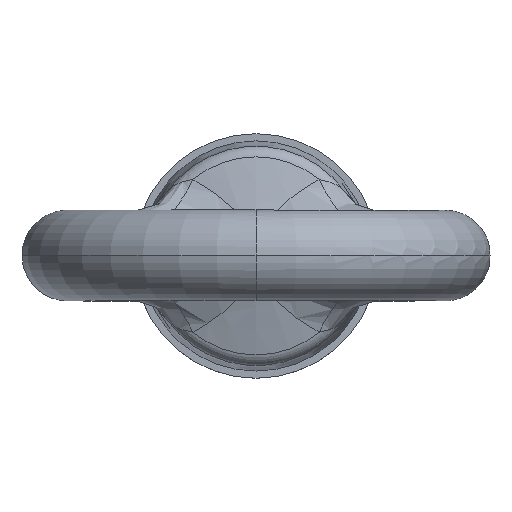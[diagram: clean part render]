
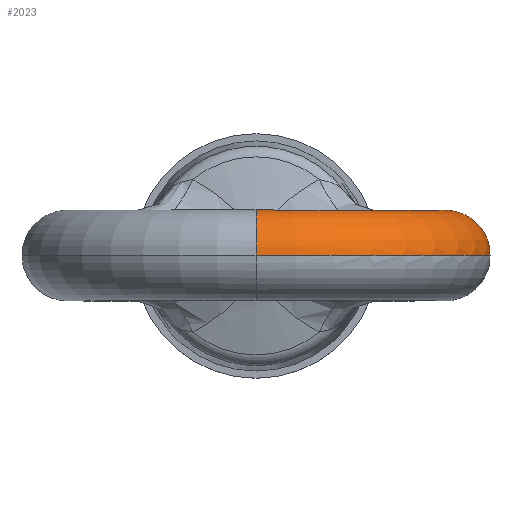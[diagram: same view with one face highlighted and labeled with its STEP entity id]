
A CAD part, top view. The second image highlights one B-rep face of the part: STEP entity #2023.
In plain terms, the highlighted toroidal (fillet/blend) face has major radius 13.15 mm and minor radius 3.15 mm.
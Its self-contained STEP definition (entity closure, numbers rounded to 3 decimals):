
#1882 = VERTEX_POINT ( 'NONE', #6294 ) ;
#1907 = VERTEX_POINT ( 'NONE', #6578 ) ;
#1909 = EDGE_CURVE ( 'NONE', #1907, #1965, #6563, .T. ) ;
#1912 = EDGE_CURVE ( 'NONE', #1882, #1966, #6558, .T. ) ;
#1935 = ORIENTED_EDGE ( 'NONE', *, *, #1936, .T. ) ;
#1936 = EDGE_CURVE ( 'NONE', #1966, #1965, #6765, .T. ) ;
#1965 = VERTEX_POINT ( 'NONE', #6640 ) ;
#1966 = VERTEX_POINT ( 'NONE', #6639 ) ;
#2023 = ADVANCED_FACE ( 'NONE', ( #6811 ), #6810, .T. ) ;
#2024 = EDGE_LOOP ( 'NONE', ( #2025, #2026, #2056, #2059, #2062, #2064, #1935 ) ) ;
#2025 = ORIENTED_EDGE ( 'NONE', *, *, #1909, .F. ) ;
#2026 = ORIENTED_EDGE ( 'NONE', *, *, #2027, .T. ) ;
#2027 = EDGE_CURVE ( 'NONE', #1907, #2028, #6799, .T. ) ;
#2028 = VERTEX_POINT ( 'NONE', #6798 ) ;
#2056 = ORIENTED_EDGE ( 'NONE', *, *, #2057, .T. ) ;
#2057 = EDGE_CURVE ( 'NONE', #2028, #2058, #6933, .T. ) ;
#2058 = VERTEX_POINT ( 'NONE', #6932 ) ;
#2059 = ORIENTED_EDGE ( 'NONE', *, *, #2060, .T. ) ;
#2060 = EDGE_CURVE ( 'NONE', #2058, #2061, #6931, .T. ) ;
#2061 = VERTEX_POINT ( 'NONE', #6930 ) ;
#2062 = ORIENTED_EDGE ( 'NONE', *, *, #2063, .F. ) ;
#2063 = EDGE_CURVE ( 'NONE', #1882, #2061, #6913, .T. ) ;
#2064 = ORIENTED_EDGE ( 'NONE', *, *, #1912, .T. ) ;
#6294 = CARTESIAN_POINT ( 'NONE',  ( 0., 0., -10. ) ) ;
#6557 = CARTESIAN_POINT ( 'NONE',  ( 0., 0., 0. ) ) ;
#6558 = CIRCLE ( 'NONE', #6701, 10. ) ;
#6559 = DIRECTION ( 'NONE',  ( 0., 0., -1. ) ) ;
#6560 = DIRECTION ( 'NONE',  ( 0., -1., 0. ) ) ;
#6561 = CARTESIAN_POINT ( 'NONE',  ( 0., 0., 0. ) ) ;
#6562 = AXIS2_PLACEMENT_3D ( 'NONE', #6561, #6560, #6559 ) ;
#6563 = CIRCLE ( 'NONE', #6562, 16.3 ) ;
#6578 = CARTESIAN_POINT ( 'NONE',  ( 9.606, 0., -13.169 ) ) ;
#6639 = CARTESIAN_POINT ( 'NONE',  ( 0., 0., 10. ) ) ;
#6640 = CARTESIAN_POINT ( 'NONE',  ( 0., 0., 16.3 ) ) ;
#6699 = DIRECTION ( 'NONE',  ( 0., 0., -1. ) ) ;
#6700 = DIRECTION ( 'NONE',  ( 0., -1., 0. ) ) ;
#6701 = AXIS2_PLACEMENT_3D ( 'NONE', #6557, #6700, #6699 ) ;
#6761 = DIRECTION ( 'NONE',  ( 0., 0., -1. ) ) ;
#6762 = DIRECTION ( 'NONE',  ( 1., 0., 0. ) ) ;
#6763 = CARTESIAN_POINT ( 'NONE',  ( 0., 0., 13.15 ) ) ;
#6764 = AXIS2_PLACEMENT_3D ( 'NONE', #6763, #6762, #6761 ) ;
#6765 = CIRCLE ( 'NONE', #6764, 3.15 ) ;
#6798 = CARTESIAN_POINT ( 'NONE',  ( 8.638, 2.966, -11.283 ) ) ;
#6799 = B_SPLINE_CURVE_WITH_KNOTS ( 'NONE', 3,
 ( #6800, #7060, #7059, #7058, #7057, #7056, #7055, #7054, #7053, #7052, #7051, #7050, #7049, #7048, #7047, #7046, #7045, #7044 ),
 .UNSPECIFIED., .F., .F.,
 ( 4, 2, 2, 2, 2, 2, 2, 2, 4 ),
 ( 0.004, 0.004, 0.005, 0.005, 0.006, 0.006, 0.007, 0.007, 0.008 ),
 .UNSPECIFIED. ) ;
#6800 = CARTESIAN_POINT ( 'NONE',  ( 9.606, 0., -13.169 ) ) ;
#6806 = DIRECTION ( 'NONE',  ( 0., 0., -1. ) ) ;
#6807 = DIRECTION ( 'NONE',  ( 0., -1., 0. ) ) ;
#6808 = CARTESIAN_POINT ( 'NONE',  ( 0., 0., 0. ) ) ;
#6809 = AXIS2_PLACEMENT_3D ( 'NONE', #6808, #6807, #6806 ) ;
#6810 = TOROIDAL_SURFACE ( 'NONE', #6809, 13.15, 3.15 ) ;
#6811 = FACE_OUTER_BOUND ( 'NONE', #2024, .T. ) ;
#6899 = DIRECTION ( 'NONE',  ( 0., 0., 1. ) ) ;
#6900 = DIRECTION ( 'NONE',  ( -1., 0., 0. ) ) ;
#6901 = CARTESIAN_POINT ( 'NONE',  ( 0., 0., -13.15 ) ) ;
#6902 = AXIS2_PLACEMENT_3D ( 'NONE', #6901, #6900, #6899 ) ;
#6903 = CARTESIAN_POINT ( 'NONE',  ( 0., 1.313, -10.287 ) ) ;
#6904 = CARTESIAN_POINT ( 'NONE',  ( 0.265, 1.313, -10.287 ) ) ;
#6905 = CARTESIAN_POINT ( 'NONE',  ( 0.529, 1.338, -10.288 ) ) ;
#6906 = CARTESIAN_POINT ( 'NONE',  ( 1.054, 1.419, -10.287 ) ) ;
#6907 = CARTESIAN_POINT ( 'NONE',  ( 1.313, 1.472, -10.284 ) ) ;
#6908 = CARTESIAN_POINT ( 'NONE',  ( 2.087, 1.648, -10.264 ) ) ;
#6909 = CARTESIAN_POINT ( 'NONE',  ( 2.599, 1.782, -10.234 ) ) ;
#6910 = CARTESIAN_POINT ( 'NONE',  ( 4.129, 2.184, -10.089 ) ) ;
#6911 = CARTESIAN_POINT ( 'NONE',  ( 5.138, 2.456, -9.92 ) ) ;
#6912 = CARTESIAN_POINT ( 'NONE',  ( 6.153, 2.685, -9.72 ) ) ;
#6913 = CIRCLE ( 'NONE', #6902, 3.15 ) ;
#6914 = CARTESIAN_POINT ( 'NONE',  ( 6.153, 2.685, -9.72 ) ) ;
#6915 = CARTESIAN_POINT ( 'NONE',  ( 6.433, 2.749, -9.665 ) ) ;
#6916 = CARTESIAN_POINT ( 'NONE',  ( 6.714, 2.82, -9.626 ) ) ;
#6917 = CARTESIAN_POINT ( 'NONE',  ( 7.139, 2.931, -9.637 ) ) ;
#6918 = CARTESIAN_POINT ( 'NONE',  ( 7.281, 2.969, -9.653 ) ) ;
#6919 = CARTESIAN_POINT ( 'NONE',  ( 7.556, 3.038, -9.719 ) ) ;
#6920 = CARTESIAN_POINT ( 'NONE',  ( 7.688, 3.07, -9.768 ) ) ;
#6921 = CARTESIAN_POINT ( 'NONE',  ( 7.939, 3.12, -9.91 ) ) ;
#6922 = CARTESIAN_POINT ( 'NONE',  ( 8.055, 3.138, -10.001 ) ) ;
#6923 = CARTESIAN_POINT ( 'NONE',  ( 8.256, 3.153, -10.215 ) ) ;
#6924 = CARTESIAN_POINT ( 'NONE',  ( 8.34, 3.151, -10.334 ) ) ;
#6925 = CARTESIAN_POINT ( 'NONE',  ( 8.477, 3.126, -10.593 ) ) ;
#6926 = CARTESIAN_POINT ( 'NONE',  ( 8.529, 3.103, -10.73 ) ) ;
#6927 = CARTESIAN_POINT ( 'NONE',  ( 8.604, 3.045, -11.004 ) ) ;
#6928 = CARTESIAN_POINT ( 'NONE',  ( 8.627, 3.009, -11.143 ) ) ;
#6929 = CARTESIAN_POINT ( 'NONE',  ( 8.638, 2.966, -11.283 ) ) ;
#6930 = CARTESIAN_POINT ( 'NONE',  ( 0., 1.313, -10.287 ) ) ;
#6931 = B_SPLINE_CURVE_WITH_KNOTS ( 'NONE', 3,
 ( #6912, #6911, #6910, #6909, #6908, #6907, #6906, #6905, #6904, #6903 ),
 .UNSPECIFIED., .F., .F.,
 ( 4, 2, 2, 2, 4 ),
 ( 0., 0.003, 0.005, 0.006, 0.006 ),
 .UNSPECIFIED. ) ;
#6932 = CARTESIAN_POINT ( 'NONE',  ( 6.153, 2.685, -9.72 ) ) ;
#6933 = B_SPLINE_CURVE_WITH_KNOTS ( 'NONE', 3,
 ( #6929, #6928, #6927, #6926, #6925, #6924, #6923, #6922, #6921, #6920, #6919, #6918, #6917, #6916, #6915, #6914 ),
 .UNSPECIFIED., .F., .F.,
 ( 4, 2, 2, 2, 2, 2, 2, 4 ),
 ( 0., 0., 0.001, 0.001, 0.002, 0.002, 0.003, 0.003 ),
 .UNSPECIFIED. ) ;
#7044 = CARTESIAN_POINT ( 'NONE',  ( 8.638, 2.966, -11.283 ) ) ;
#7045 = CARTESIAN_POINT ( 'NONE',  ( 8.651, 2.919, -11.441 ) ) ;
#7046 = CARTESIAN_POINT ( 'NONE',  ( 8.676, 2.86, -11.592 ) ) ;
#7047 = CARTESIAN_POINT ( 'NONE',  ( 8.751, 2.716, -11.878 ) ) ;
#7048 = CARTESIAN_POINT ( 'NONE',  ( 8.8, 2.63, -12.013 ) ) ;
#7049 = CARTESIAN_POINT ( 'NONE',  ( 8.909, 2.437, -12.257 ) ) ;
#7050 = CARTESIAN_POINT ( 'NONE',  ( 8.969, 2.33, -12.366 ) ) ;
#7051 = CARTESIAN_POINT ( 'NONE',  ( 9.09, 2.097, -12.562 ) ) ;
#7052 = CARTESIAN_POINT ( 'NONE',  ( 9.152, 1.97, -12.65 ) ) ;
#7053 = CARTESIAN_POINT ( 'NONE',  ( 9.268, 1.705, -12.801 ) ) ;
#7054 = CARTESIAN_POINT ( 'NONE',  ( 9.322, 1.566, -12.866 ) ) ;
#7055 = CARTESIAN_POINT ( 'NONE',  ( 9.419, 1.275, -12.977 ) ) ;
#7056 = CARTESIAN_POINT ( 'NONE',  ( 9.463, 1.121, -13.023 ) ) ;
#7057 = CARTESIAN_POINT ( 'NONE',  ( 9.533, 0.81, -13.097 ) ) ;
#7058 = CARTESIAN_POINT ( 'NONE',  ( 9.56, 0.651, -13.124 ) ) ;
#7059 = CARTESIAN_POINT ( 'NONE',  ( 9.596, 0.329, -13.16 ) ) ;
#7060 = CARTESIAN_POINT ( 'NONE',  ( 9.606, 0.164, -13.169 ) ) ;
